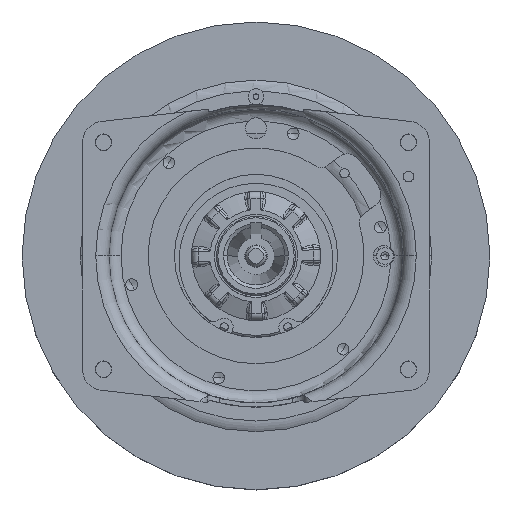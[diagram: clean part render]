
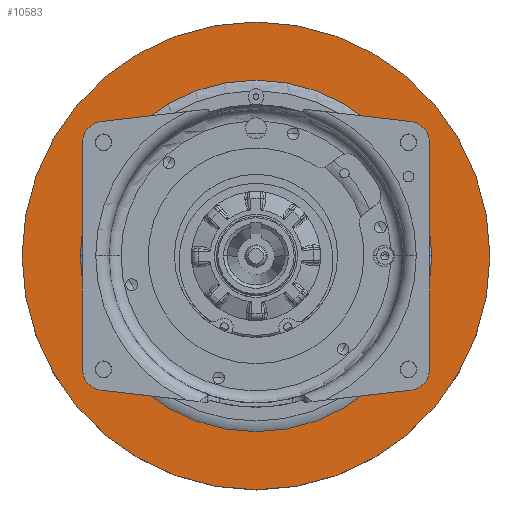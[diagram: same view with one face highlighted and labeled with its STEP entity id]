
A CAD part, top view. The second image highlights one B-rep face of the part: STEP entity #10583.
In plain terms, the highlighted planar face has unit normal (0, 0, 1).
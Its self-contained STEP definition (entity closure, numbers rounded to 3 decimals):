
#230 = CARTESIAN_POINT ( 'NONE',  ( 88.9, 0., -1.097 ) ) ;
#503 = CARTESIAN_POINT ( 'NONE',  ( -66.793, 0., -1.097 ) ) ;
#826 = EDGE_CURVE ( 'NONE', #7829, #3289, #7208, .T. ) ;
#1519 = DIRECTION ( 'NONE',  ( 1., 0., 0. ) ) ;
#1578 = DIRECTION ( 'NONE',  ( -1., 0., 0. ) ) ;
#1608 = DIRECTION ( 'NONE',  ( 0., 0., -1. ) ) ;
#3289 = VERTEX_POINT ( 'NONE', #503 ) ;
#3430 = DIRECTION ( 'NONE',  ( 1., 0., 0. ) ) ;
#3773 = ORIENTED_EDGE ( 'NONE', *, *, #7252, .F. ) ;
#3865 = FACE_BOUND ( 'NONE', #29372, .T. ) ;
#4144 = CARTESIAN_POINT ( 'NONE',  ( 66.793, 0., -1.097 ) ) ;
#4166 = DIRECTION ( 'NONE',  ( 1., 0., 0. ) ) ;
#7208 = CIRCLE ( 'NONE', #26066, 66.793 ) ;
#7252 = EDGE_CURVE ( 'NONE', #24257, #22321, #25122, .T. ) ;
#7829 = VERTEX_POINT ( 'NONE', #4144 ) ;
#8766 = AXIS2_PLACEMENT_3D ( 'NONE', #12857, #22205, #3430 ) ;
#9582 = CIRCLE ( 'NONE', #16901, 66.793 ) ;
#10583 = ADVANCED_FACE ( 'NONE', ( #3865, #28530 ), #22746, .T. ) ;
#11060 = DIRECTION ( 'NONE',  ( 0., 0., -1. ) ) ;
#12512 = ORIENTED_EDGE ( 'NONE', *, *, #26095, .T. ) ;
#12794 = CARTESIAN_POINT ( 'NONE',  ( 0., 0., -1.097 ) ) ;
#12857 = CARTESIAN_POINT ( 'NONE',  ( 0., 27., -1.097 ) ) ;
#15182 = EDGE_CURVE ( 'NONE', #22321, #24257, #18472, .T. ) ;
#15852 = DIRECTION ( 'NONE',  ( 0., 0., -1. ) ) ;
#15908 = DIRECTION ( 'NONE',  ( 0., 0., -1. ) ) ;
#16901 = AXIS2_PLACEMENT_3D ( 'NONE', #30159, #15852, #1519 ) ;
#17621 = CARTESIAN_POINT ( 'NONE',  ( -88.9, 0., -1.097 ) ) ;
#18472 = CIRCLE ( 'NONE', #19071, 88.9 ) ;
#19071 = AXIS2_PLACEMENT_3D ( 'NONE', #30213, #15908, #1578 ) ;
#22205 = DIRECTION ( 'NONE',  ( 0., 0., 1. ) ) ;
#22311 = ORIENTED_EDGE ( 'NONE', *, *, #826, .T. ) ;
#22321 = VERTEX_POINT ( 'NONE', #230 ) ;
#22746 = PLANE ( 'NONE',  #8766 ) ;
#23535 = AXIS2_PLACEMENT_3D ( 'NONE', #25346, #11060, #27746 ) ;
#24257 = VERTEX_POINT ( 'NONE', #17621 ) ;
#25122 = CIRCLE ( 'NONE', #23535, 88.9 ) ;
#25346 = CARTESIAN_POINT ( 'NONE',  ( 0., 0., -1.097 ) ) ;
#26066 = AXIS2_PLACEMENT_3D ( 'NONE', #12794, #1608, #4166 ) ;
#26095 = EDGE_CURVE ( 'NONE', #3289, #7829, #9582, .T. ) ;
#27746 = DIRECTION ( 'NONE',  ( -1., 0., 0. ) ) ;
#27885 = EDGE_LOOP ( 'NONE', ( #3773, #28592 ) ) ;
#28530 = FACE_OUTER_BOUND ( 'NONE', #27885, .T. ) ;
#28592 = ORIENTED_EDGE ( 'NONE', *, *, #15182, .F. ) ;
#29372 = EDGE_LOOP ( 'NONE', ( #22311, #12512 ) ) ;
#30159 = CARTESIAN_POINT ( 'NONE',  ( 0., 0., -1.097 ) ) ;
#30213 = CARTESIAN_POINT ( 'NONE',  ( 0., 0., -1.097 ) ) ;
